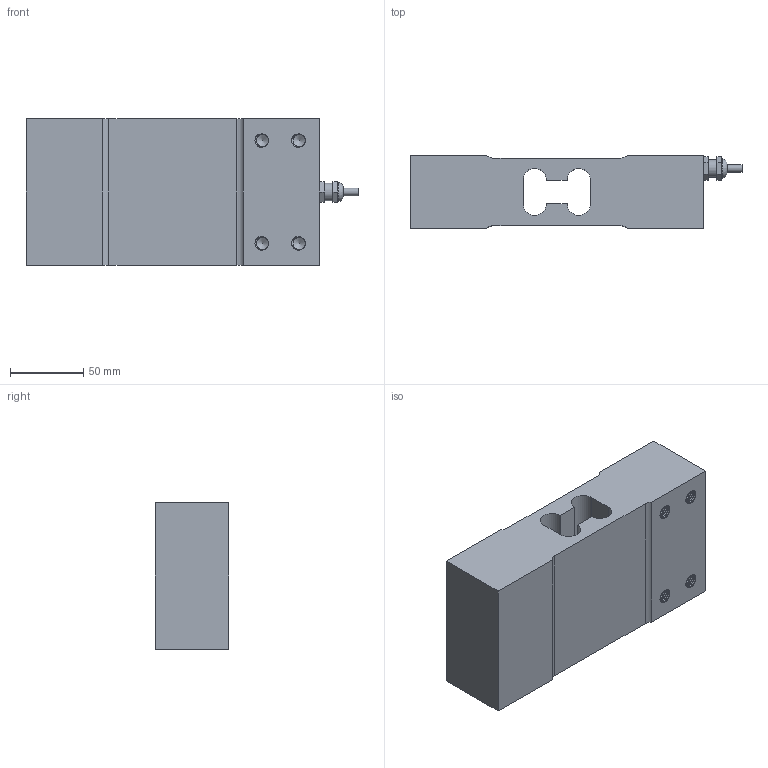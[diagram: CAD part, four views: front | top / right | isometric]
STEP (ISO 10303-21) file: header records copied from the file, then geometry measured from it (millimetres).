
FILE_DESCRIPTION(/* description */ (''),/* implementation_level */ '2;1');
FILE_NAME(/* name */ '108JA-(500-2000)kg v2.step',/* time_stamp */ '2020-01-28T09:43:56-08:00',/* author */ (''),/* organization */ (''),/* preprocessor_version */ 'ST-DEVELOPER v18',/* originating_system */ 'Autodesk Translation Framework v8.12.0.6',/* authorisation */ '');
FILE_SCHEMA (('AUTOMOTIVE_DESIGN { 1 0 10303 214 3 1 1 }'));
Products named in the file (2): 108JA-(500-2000)kg; Connector
Assembly tree (1 placements, depth 2):
  108JA-(500-2000)kg
    Connector
Bounding box: 226.03 x 50 x 100 mm (x, y, z)
Volume: 840977.9 mm3; surface area: 94930.2 mm2
Topology: 2 solids, 2 shells, 384 faces, 1029 edges, 654 vertices
Faces by surface type: cylinder 317, plane 41, bspline 17, cone 9
Full cylindrical faces by diameter (mm): 5.1 x1, 8.526 x120, 10 x1, 10.198 x152, 12 x2, 13 x1
Entity records: 40766 total; most frequent: CARTESIAN_POINT 32303, ORIENTED_EDGE 2040, DIRECTION 1278, EDGE_CURVE 1020, VERTEX_POINT 654, B_SPLINE_CURVE_WITH_KNOTS 560, AXIS2_PLACEMENT_3D 448, EDGE_LOOP 400
